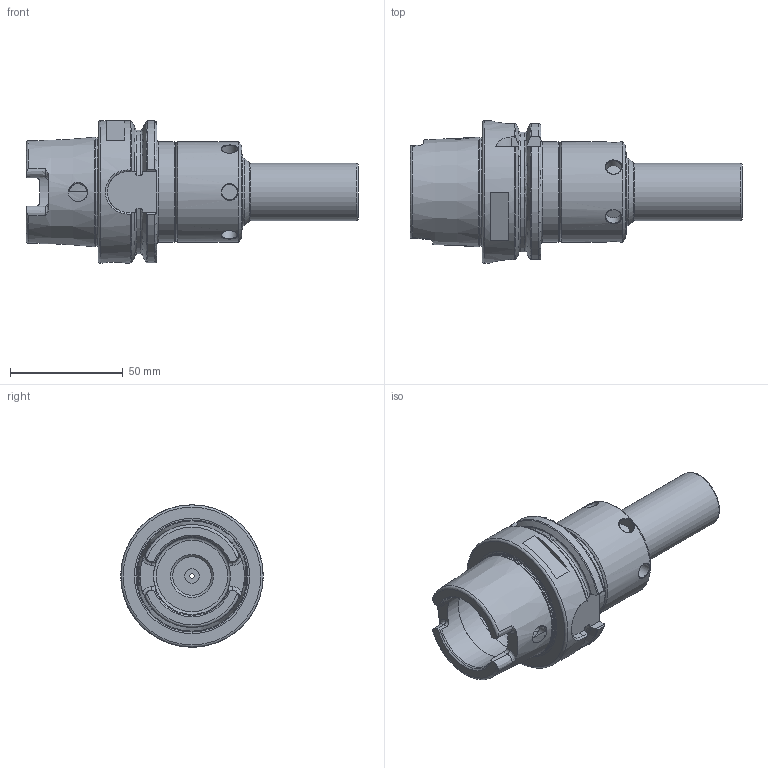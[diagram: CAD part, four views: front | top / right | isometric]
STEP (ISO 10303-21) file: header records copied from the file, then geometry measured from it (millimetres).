
FILE_DESCRIPTION(/* description */ (''),/* implementation_level */ '2;1');
FILE_NAME(/* name */ 'HSK063A-VX12-115.stp',/* time_stamp */ '2019-07-15T10:00:34-05:00',/* author */ ('ldfli'),/* organization */ (''),/* preprocessor_version */ 'ST-DEVELOPER v18',/* originating_system */ 'Autodesk Inventor LT',/* authorisation */ '');
FILE_SCHEMA (('AUTOMOTIVE_DESIGN { 1 0 10303 214 3 1 1 }'));
Length unit declared in the file: millimetre
Products named in the file (1): HSK063A-VX12-115
Bounding box: 147 x 63 x 63 mm (x, y, z)
Volume: 139326 mm3; surface area: 47199.2 mm2
Topology: 4 solids, 4 shells, 220 faces, 626 edges, 437 vertices
Faces by surface type: plane 77, cylinder 60, torus 34, cone 30, bspline 19
Full cylindrical faces by diameter (mm): 2 x4, 6.03 x1, 6.5 x1, 6.9 x6, 7.5 x2, 10 x2, 11.04 x1, 12.69 x2, 13 x1, 13.5 x1, 14 x1, 16 x1, 16.5 x1, 17 x1, 17.5 x1, 19 x1, 25.4 x1, 28.6 x1, 30 x2, 30.05 x1, 34 x2, 38.5 x1, 40 x2, 40.5 x1, 44.45 x2, 48.241 x1, 63 x1
Entity records: 9889 total; most frequent: CARTESIAN_POINT 4052, ORIENTED_EDGE 1256, DIRECTION 1174, EDGE_CURVE 628, AXIS2_PLACEMENT_3D 500, VERTEX_POINT 439, CIRCLE 299, EDGE_LOOP 259
